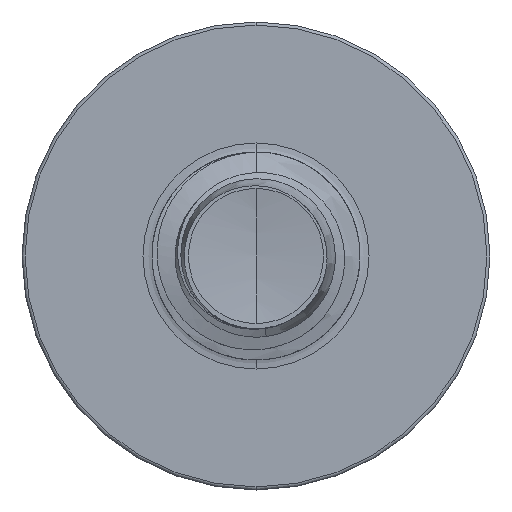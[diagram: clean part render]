
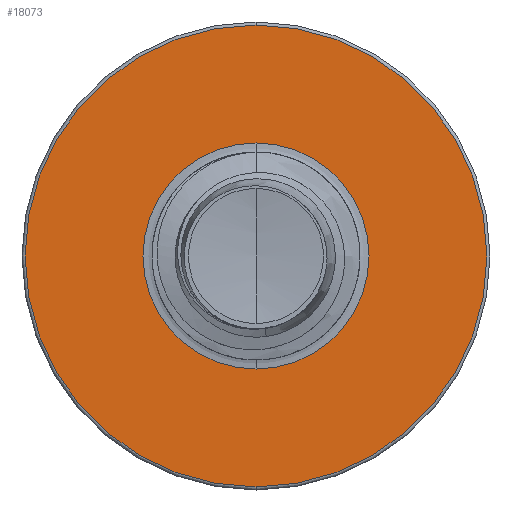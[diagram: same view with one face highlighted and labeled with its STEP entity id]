
A CAD part, front view. The second image highlights one B-rep face of the part: STEP entity #18073.
In plain terms, the highlighted planar face has unit normal (0, -1, 0).
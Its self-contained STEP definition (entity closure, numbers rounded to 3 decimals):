
#30 = CARTESIAN_POINT ( 'NONE',  ( 0., 15., -2.174 ) ) ;
#221 = DIRECTION ( 'NONE',  ( 0., 0., 1. ) ) ;
#618 = CARTESIAN_POINT ( 'NONE',  ( 0., 15., 0. ) ) ;
#1227 = CARTESIAN_POINT ( 'NONE',  ( 0., 15., 2.174 ) ) ;
#1872 = EDGE_CURVE ( 'NONE', #12452, #18595, #26020, .T. ) ;
#1887 = AXIS2_PLACEMENT_3D ( 'NONE', #618, #20305, #3447 ) ;
#3447 = DIRECTION ( 'NONE',  ( 0., 0., 1. ) ) ;
#5584 = EDGE_LOOP ( 'NONE', ( #19574, #24267 ) ) ;
#5933 = EDGE_CURVE ( 'NONE', #18595, #12452, #33124, .T. ) ;
#6832 = CARTESIAN_POINT ( 'NONE',  ( 0., 15., 4.44 ) ) ;
#10811 = ORIENTED_EDGE ( 'NONE', *, *, #1872, .T. ) ;
#11602 = AXIS2_PLACEMENT_3D ( 'NONE', #25485, #17081, #221 ) ;
#12452 = VERTEX_POINT ( 'NONE', #30 ) ;
#14054 = EDGE_CURVE ( 'NONE', #36190, #15887, #24621, .T. ) ;
#14437 = FACE_BOUND ( 'NONE', #18973, .T. ) ;
#14471 = CIRCLE ( 'NONE', #1887, 4.44 ) ;
#14614 = CARTESIAN_POINT ( 'NONE',  ( 0., 15., 0. ) ) ;
#14636 = EDGE_CURVE ( 'NONE', #15887, #36190, #14471, .T. ) ;
#15887 = VERTEX_POINT ( 'NONE', #19401 ) ;
#16442 = CARTESIAN_POINT ( 'NONE',  ( 0., 15., 0. ) ) ;
#16621 = CARTESIAN_POINT ( 'NONE',  ( 0., 15., 0. ) ) ;
#17081 = DIRECTION ( 'NONE',  ( 0., 1., 0. ) ) ;
#17444 = DIRECTION ( 'NONE',  ( 0., 0., 1. ) ) ;
#18073 = ADVANCED_FACE ( 'NONE', ( #29476, #14437 ), #34030, .F. ) ;
#18595 = VERTEX_POINT ( 'NONE', #1227 ) ;
#18973 = EDGE_LOOP ( 'NONE', ( #27245, #10811 ) ) ;
#19261 = DIRECTION ( 'NONE',  ( 0., 0., 1. ) ) ;
#19401 = CARTESIAN_POINT ( 'NONE',  ( 0., 15., -4.44 ) ) ;
#19442 = DIRECTION ( 'NONE',  ( 0., 0., 1. ) ) ;
#19574 = ORIENTED_EDGE ( 'NONE', *, *, #14054, .F. ) ;
#20305 = DIRECTION ( 'NONE',  ( 0., 1., 0. ) ) ;
#21445 = AXIS2_PLACEMENT_3D ( 'NONE', #16621, #36392, #19442 ) ;
#24267 = ORIENTED_EDGE ( 'NONE', *, *, #14636, .F. ) ;
#24621 = CIRCLE ( 'NONE', #21445, 4.44 ) ;
#25485 = CARTESIAN_POINT ( 'NONE',  ( 0., 15., -2.174 ) ) ;
#26020 = CIRCLE ( 'NONE', #27089, 2.174 ) ;
#27089 = AXIS2_PLACEMENT_3D ( 'NONE', #14614, #34396, #17444 ) ;
#27245 = ORIENTED_EDGE ( 'NONE', *, *, #5933, .T. ) ;
#29476 = FACE_OUTER_BOUND ( 'NONE', #5584, .T. ) ;
#30650 = AXIS2_PLACEMENT_3D ( 'NONE', #16442, #36213, #19261 ) ;
#33124 = CIRCLE ( 'NONE', #30650, 2.174 ) ;
#34030 = PLANE ( 'NONE',  #11602 ) ;
#34396 = DIRECTION ( 'NONE',  ( 0., 1., 0. ) ) ;
#36190 = VERTEX_POINT ( 'NONE', #6832 ) ;
#36213 = DIRECTION ( 'NONE',  ( 0., 1., 0. ) ) ;
#36392 = DIRECTION ( 'NONE',  ( 0., 1., 0. ) ) ;
